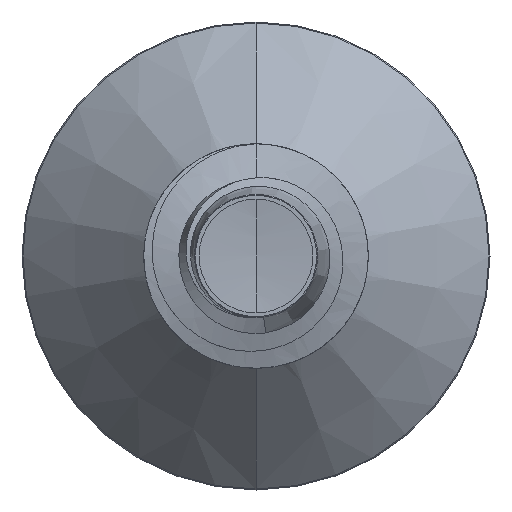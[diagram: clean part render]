
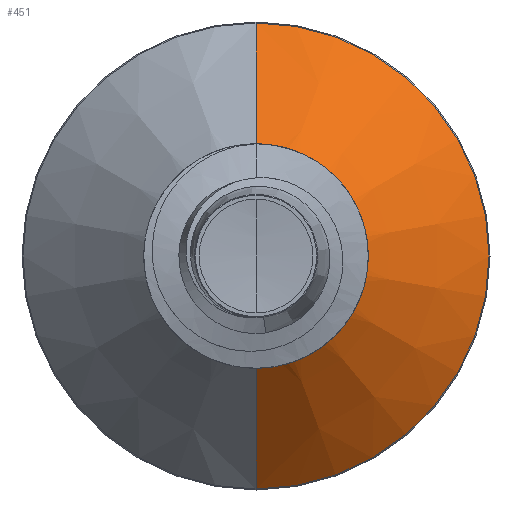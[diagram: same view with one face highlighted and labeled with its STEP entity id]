
A CAD part, front view. The second image highlights one B-rep face of the part: STEP entity #451.
In plain terms, the highlighted conical face has half-angle 45 degrees and reference radius 1.325 mm.
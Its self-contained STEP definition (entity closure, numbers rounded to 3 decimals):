
#114 = CARTESIAN_POINT ( 'NONE',  ( 0., 7.835, 3.635 ) ) ;
#174 = CIRCLE ( 'NONE', #7054, 3.635 ) ;
#233 = VERTEX_POINT ( 'NONE', #6577 ) ;
#451 = ADVANCED_FACE ( 'NONE', ( #4744 ), #6551, .T. ) ;
#842 = AXIS2_PLACEMENT_3D ( 'NONE', #6953, #7009, #7899 ) ;
#887 = EDGE_CURVE ( 'NONE', #9390, #233, #8588, .T. ) ;
#1349 = CARTESIAN_POINT ( 'NONE',  ( 0., 5.525, 1.325 ) ) ;
#1382 = VECTOR ( 'NONE', #2508, 1000. ) ;
#1478 = ORIENTED_EDGE ( 'NONE', *, *, #10846, .F. ) ;
#1573 = VERTEX_POINT ( 'NONE', #1349 ) ;
#1825 = VECTOR ( 'NONE', #3861, 1000. ) ;
#1958 = LINE ( 'NONE', #9453, #1382 ) ;
#1968 = CIRCLE ( 'NONE', #842, 1.325 ) ;
#2337 = ORIENTED_EDGE ( 'NONE', *, *, #887, .T. ) ;
#2508 = DIRECTION ( 'NONE',  ( 0., 0.707, 0.707 ) ) ;
#3861 = DIRECTION ( 'NONE',  ( 0., 0.707, -0.707 ) ) ;
#4328 = AXIS2_PLACEMENT_3D ( 'NONE', #8460, #4557, #5874 ) ;
#4362 = CARTESIAN_POINT ( 'NONE',  ( 0., 5.525, -1.325 ) ) ;
#4557 = DIRECTION ( 'NONE',  ( 0., 1., 0. ) ) ;
#4598 = DIRECTION ( 'NONE',  ( 0., 1., 0. ) ) ;
#4701 = EDGE_LOOP ( 'NONE', ( #8767, #2337, #11122, #1478 ) ) ;
#4744 = FACE_OUTER_BOUND ( 'NONE', #4701, .T. ) ;
#5874 = DIRECTION ( 'NONE',  ( 0., 0., 1. ) ) ;
#6551 = CONICAL_SURFACE ( 'NONE', #4328, 1.325, 0.785 ) ;
#6577 = CARTESIAN_POINT ( 'NONE',  ( 0., 7.835, -3.635 ) ) ;
#6615 = EDGE_CURVE ( 'NONE', #1573, #9390, #1968, .T. ) ;
#6735 = CARTESIAN_POINT ( 'NONE',  ( 0., 5.525, -1.325 ) ) ;
#6953 = CARTESIAN_POINT ( 'NONE',  ( 0., 5.525, 0. ) ) ;
#7009 = DIRECTION ( 'NONE',  ( 0., 1., 0. ) ) ;
#7054 = AXIS2_PLACEMENT_3D ( 'NONE', #9826, #4598, #10672 ) ;
#7899 = DIRECTION ( 'NONE',  ( 0., 0., 1. ) ) ;
#8460 = CARTESIAN_POINT ( 'NONE',  ( 0., 5.525, 0. ) ) ;
#8588 = LINE ( 'NONE', #4362, #1825 ) ;
#8614 = VERTEX_POINT ( 'NONE', #114 ) ;
#8767 = ORIENTED_EDGE ( 'NONE', *, *, #6615, .T. ) ;
#9390 = VERTEX_POINT ( 'NONE', #6735 ) ;
#9453 = CARTESIAN_POINT ( 'NONE',  ( 0., 5.525, 1.325 ) ) ;
#9826 = CARTESIAN_POINT ( 'NONE',  ( 0., 7.835, 0. ) ) ;
#10219 = EDGE_CURVE ( 'NONE', #8614, #233, #174, .T. ) ;
#10672 = DIRECTION ( 'NONE',  ( 0., 0., 1. ) ) ;
#10846 = EDGE_CURVE ( 'NONE', #1573, #8614, #1958, .T. ) ;
#11122 = ORIENTED_EDGE ( 'NONE', *, *, #10219, .F. ) ;
